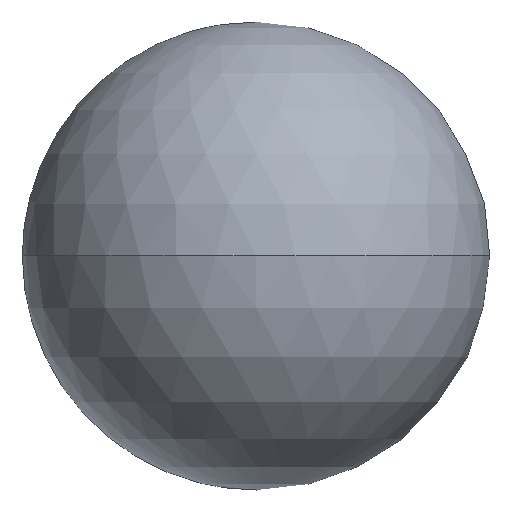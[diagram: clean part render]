
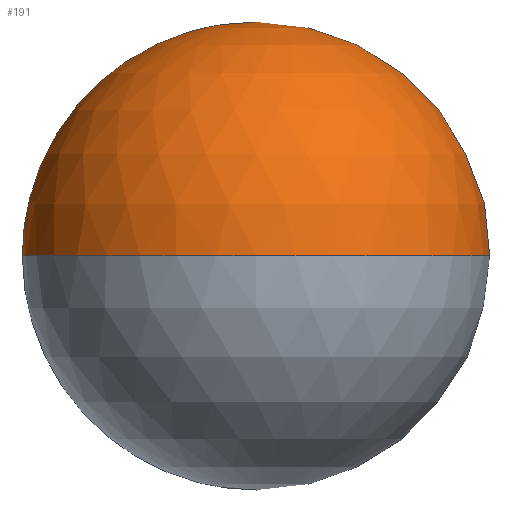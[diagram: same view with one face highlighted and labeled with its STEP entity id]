
A CAD part, top view. The second image highlights one B-rep face of the part: STEP entity #191.
In plain terms, the highlighted spherical face has radius 60 mm.
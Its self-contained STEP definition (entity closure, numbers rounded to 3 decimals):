
#14 = AXIS2_PLACEMENT_3D ( 'NONE', #1910, #879, #2329 ) ;
#15 = CARTESIAN_POINT ( 'NONE',  ( 0., 0., 122.011 ) ) ;
#93 = ORIENTED_EDGE ( 'NONE', *, *, #707, .T. ) ;
#110 = FACE_OUTER_BOUND ( 'NONE', #1652, .T. ) ;
#141 = CARTESIAN_POINT ( 'NONE',  ( 0., 0., 175. ) ) ;
#191 = ADVANCED_FACE ( 'NONE', ( #110 ), #1578, .T. ) ;
#193 = VERTEX_POINT ( 'NONE', #1995 ) ;
#327 = DIRECTION ( 'NONE',  ( 1., 0., 0. ) ) ;
#707 = EDGE_CURVE ( 'NONE', #193, #780, #1558, .T. ) ;
#780 = VERTEX_POINT ( 'NONE', #1008 ) ;
#802 = EDGE_CURVE ( 'NONE', #1844, #193, #949, .T. ) ;
#879 = DIRECTION ( 'NONE',  ( 0., 1., 0. ) ) ;
#946 = AXIS2_PLACEMENT_3D ( 'NONE', #1552, #1744, #1757 ) ;
#949 = CIRCLE ( 'NONE', #2000, 28.146 ) ;
#1008 = CARTESIAN_POINT ( 'NONE',  ( 0., 0., 235. ) ) ;
#1145 = ORIENTED_EDGE ( 'NONE', *, *, #1213, .F. ) ;
#1213 = EDGE_CURVE ( 'NONE', #1844, #780, #2176, .T. ) ;
#1260 = DIRECTION ( 'NONE',  ( 0., 0., 1. ) ) ;
#1552 = CARTESIAN_POINT ( 'NONE',  ( 0., 0., 175. ) ) ;
#1558 = CIRCLE ( 'NONE', #14, 60. ) ;
#1578 = SPHERICAL_SURFACE ( 'NONE', #946, 60. ) ;
#1652 = EDGE_LOOP ( 'NONE', ( #1145, #2379, #93 ) ) ;
#1679 = CARTESIAN_POINT ( 'NONE',  ( 28.146, 0., 122.011 ) ) ;
#1744 = DIRECTION ( 'NONE',  ( 0., -1., 0. ) ) ;
#1757 = DIRECTION ( 'NONE',  ( -1., 0., 0. ) ) ;
#1820 = AXIS2_PLACEMENT_3D ( 'NONE', #141, #2570, #327 ) ;
#1839 = DIRECTION ( 'NONE',  ( 1., 0., 0. ) ) ;
#1844 = VERTEX_POINT ( 'NONE', #1679 ) ;
#1910 = CARTESIAN_POINT ( 'NONE',  ( 0., 0., 175. ) ) ;
#1995 = CARTESIAN_POINT ( 'NONE',  ( -28.146, 0., 122.011 ) ) ;
#2000 = AXIS2_PLACEMENT_3D ( 'NONE', #15, #1260, #1839 ) ;
#2176 = CIRCLE ( 'NONE', #1820, 60. ) ;
#2329 = DIRECTION ( 'NONE',  ( 0., 0., 1. ) ) ;
#2379 = ORIENTED_EDGE ( 'NONE', *, *, #802, .T. ) ;
#2570 = DIRECTION ( 'NONE',  ( 0., -1., 0. ) ) ;
